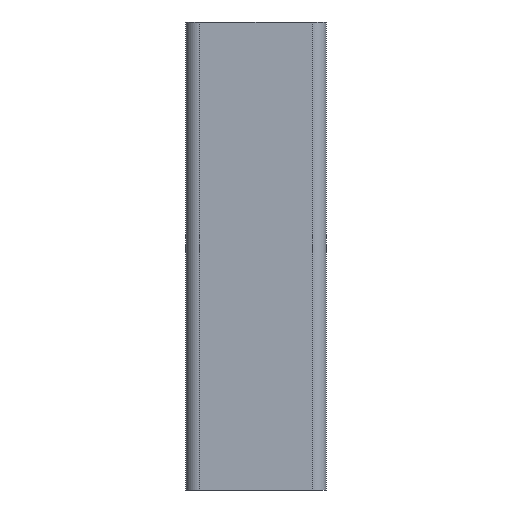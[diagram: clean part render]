
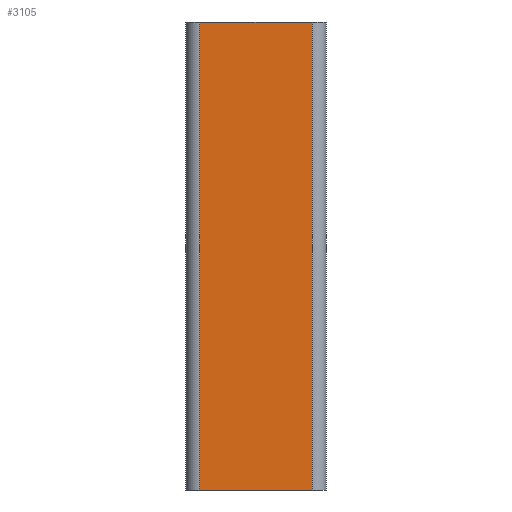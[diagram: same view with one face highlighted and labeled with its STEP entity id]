
A CAD part, front view. The second image highlights one B-rep face of the part: STEP entity #3105.
In plain terms, the highlighted planar face has unit normal (0, -1, 0).
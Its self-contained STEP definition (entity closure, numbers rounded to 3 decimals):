
#410=FACE_OUTER_BOUND('',#572,.T.);
#572=EDGE_LOOP('',(#2708,#2709,#2710,#2711));
#791=LINE('',#5024,#1096);
#883=LINE('',#5269,#1188);
#884=LINE('',#5272,#1189);
#885=LINE('',#5273,#1190);
#1096=VECTOR('',#4070,10.);
#1188=VECTOR('',#4344,10.);
#1189=VECTOR('',#4347,10.);
#1190=VECTOR('',#4348,10.);
#1433=VERTEX_POINT('',#5021);
#1434=VERTEX_POINT('',#5023);
#1496=VERTEX_POINT('',#5267);
#1497=VERTEX_POINT('',#5271);
#1828=EDGE_CURVE('',#1433,#1434,#791,.T.);
#1951=EDGE_CURVE('',#1433,#1496,#883,.T.);
#1952=EDGE_CURVE('',#1497,#1496,#884,.T.);
#1953=EDGE_CURVE('',#1434,#1497,#885,.T.);
#2708=ORIENTED_EDGE('',*,*,#1951,.T.);
#2709=ORIENTED_EDGE('',*,*,#1952,.F.);
#2710=ORIENTED_EDGE('',*,*,#1953,.F.);
#2711=ORIENTED_EDGE('',*,*,#1828,.F.);
#2952=PLANE('',#3432);
#3105=ADVANCED_FACE('',(#410),#2952,.T.);
#3432=AXIS2_PLACEMENT_3D('',#5270,#4345,#4346);
#4070=DIRECTION('',(-1.,0.,0.));
#4344=DIRECTION('',(0.,0.,1.));
#4345=DIRECTION('center_axis',(0.,-1.,0.));
#4346=DIRECTION('ref_axis',(1.,0.,0.));
#4347=DIRECTION('',(1.,0.,0.));
#4348=DIRECTION('',(0.,0.,1.));
#5021=CARTESIAN_POINT('',(12.,-20.25,-50.));
#5023=CARTESIAN_POINT('',(-12.,-20.25,-50.));
#5024=CARTESIAN_POINT('',(-12.,-20.25,-50.));
#5267=CARTESIAN_POINT('',(12.,-20.25,50.));
#5269=CARTESIAN_POINT('',(12.,-20.25,0.));
#5270=CARTESIAN_POINT('Origin',(-12.,-20.25,0.));
#5271=CARTESIAN_POINT('',(-12.,-20.25,50.));
#5272=CARTESIAN_POINT('',(-12.,-20.25,50.));
#5273=CARTESIAN_POINT('',(-12.,-20.25,0.));
